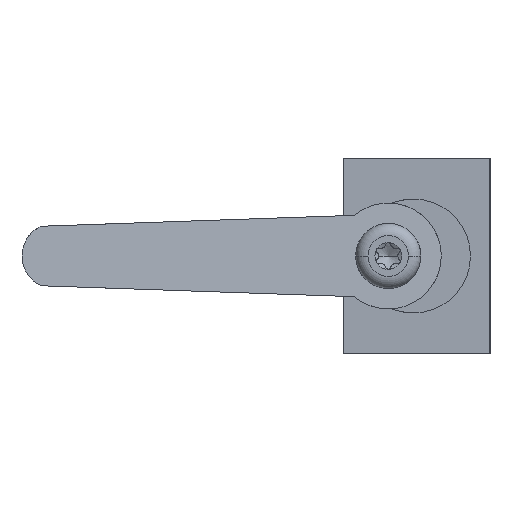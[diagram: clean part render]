
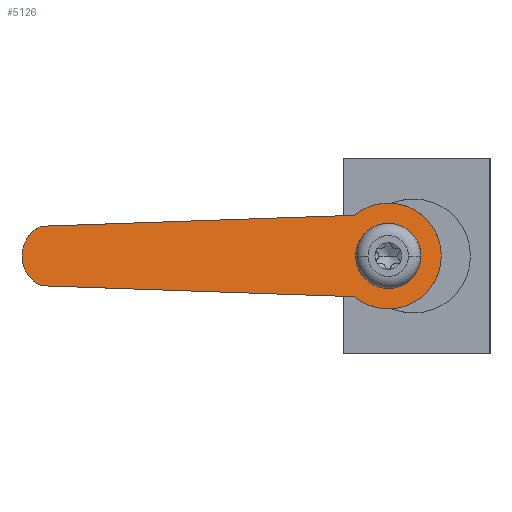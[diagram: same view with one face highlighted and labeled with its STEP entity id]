
A CAD part, left-side view. The second image highlights one B-rep face of the part: STEP entity #5126.
In plain terms, the highlighted planar face has unit normal (-0.966, -0.259, 0).
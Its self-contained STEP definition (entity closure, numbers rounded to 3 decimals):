
#925=CARTESIAN_POINT('',(-33.864,55.124,-15.657));
#926=CARTESIAN_POINT('',(-33.956,55.467,-15.504));
#927=CARTESIAN_POINT('',(-34.081,55.936,-15.2));
#928=CARTESIAN_POINT('',(-34.215,56.436,-14.742));
#929=CARTESIAN_POINT('',(-34.313,56.799,-14.285));
#930=CARTESIAN_POINT('',(-34.41,57.162,-13.676));
#931=CARTESIAN_POINT('',(-34.482,57.432,-12.914));
#932=CARTESIAN_POINT('',(-34.51,57.535,-12.));
#933=CARTESIAN_POINT('',(-34.482,57.432,-11.086));
#934=CARTESIAN_POINT('',(-34.41,57.162,-10.324));
#935=CARTESIAN_POINT('',(-34.313,56.799,-9.715));
#936=CARTESIAN_POINT('',(-34.215,56.436,-9.258));
#937=CARTESIAN_POINT('',(-34.081,55.936,-8.8));
#938=CARTESIAN_POINT('',(-33.956,55.467,-8.496));
#939=CARTESIAN_POINT('',(-33.864,55.124,-8.343));
#941=DIRECTION('',(0.259,-0.965,0.034));
#942=VECTOR('',#941,39.85);
#943=CARTESIAN_POINT('',(-33.864,55.124,-8.343));
#944=LINE('',#943,#942);
#945=CARTESIAN_POINT('',(-23.555,16.653,-7.));
#946=CARTESIAN_POINT('',(-23.438,16.214,-6.635));
#947=CARTESIAN_POINT('',(-23.236,15.462,-6.178));
#948=CARTESIAN_POINT('',(-22.969,14.465,-5.777));
#949=CARTESIAN_POINT('',(-22.726,13.557,-5.566));
#950=CARTESIAN_POINT('',(-22.423,12.427,-5.46));
#951=CARTESIAN_POINT('',(-22.077,11.134,-5.587));
#952=CARTESIAN_POINT('',(-21.701,9.732,-6.058));
#953=CARTESIAN_POINT('',(-21.362,8.468,-6.829));
#954=CARTESIAN_POINT('',(-21.113,7.538,-7.738));
#955=CARTESIAN_POINT('',(-20.94,6.891,-8.675));
#956=CARTESIAN_POINT('',(-20.826,6.468,-9.51));
#957=CARTESIAN_POINT('',(-20.737,6.133,-10.538));
#958=CARTESIAN_POINT('',(-20.701,6.,-11.417));
#959=CARTESIAN_POINT('',(-20.701,6.,-12.));
#961=CARTESIAN_POINT('',(-20.701,6.,-12.));
#962=CARTESIAN_POINT('',(-20.701,6.,-12.583));
#963=CARTESIAN_POINT('',(-20.737,6.133,-13.462));
#964=CARTESIAN_POINT('',(-20.826,6.468,-14.49));
#965=CARTESIAN_POINT('',(-20.94,6.891,-15.325));
#966=CARTESIAN_POINT('',(-21.113,7.538,-16.262));
#967=CARTESIAN_POINT('',(-21.362,8.468,-17.171));
#968=CARTESIAN_POINT('',(-21.701,9.732,-17.942));
#969=CARTESIAN_POINT('',(-22.077,11.134,-18.413));
#970=CARTESIAN_POINT('',(-22.423,12.427,-18.54));
#971=CARTESIAN_POINT('',(-22.726,13.557,-18.434));
#972=CARTESIAN_POINT('',(-22.969,14.465,-18.223));
#973=CARTESIAN_POINT('',(-23.236,15.462,-17.822));
#974=CARTESIAN_POINT('',(-23.438,16.214,-17.365));
#975=CARTESIAN_POINT('',(-23.555,16.653,-17.));
#977=CARTESIAN_POINT('',(-23.5,16.446,-12.652));
#978=CARTESIAN_POINT('',(-23.485,16.392,-12.98));
#979=CARTESIAN_POINT('',(-23.432,16.191,-13.701));
#980=CARTESIAN_POINT('',(-23.225,15.421,-14.874));
#981=CARTESIAN_POINT('',(-22.852,14.029,-15.84));
#982=CARTESIAN_POINT('',(-22.352,12.161,-16.135));
#983=CARTESIAN_POINT('',(-21.871,10.365,-15.539));
#984=CARTESIAN_POINT('',(-21.545,9.15,-14.359));
#985=CARTESIAN_POINT('',(-21.418,8.675,-13.292));
#986=CARTESIAN_POINT('',(-21.376,8.521,-12.515));
#987=CARTESIAN_POINT('',(-21.368,8.49,-12.));
#988=CARTESIAN_POINT('',(-21.376,8.521,-11.485));
#989=CARTESIAN_POINT('',(-21.418,8.675,-10.708));
#990=CARTESIAN_POINT('',(-21.545,9.15,-9.641));
#991=CARTESIAN_POINT('',(-21.871,10.365,-8.461));
#992=CARTESIAN_POINT('',(-22.352,12.161,-7.865));
#993=CARTESIAN_POINT('',(-22.852,14.029,-8.16));
#994=CARTESIAN_POINT('',(-23.225,15.421,-9.126));
#995=CARTESIAN_POINT('',(-23.432,16.191,-10.299));
#996=CARTESIAN_POINT('',(-23.485,16.392,-11.02));
#997=CARTESIAN_POINT('',(-23.5,16.446,-11.348));
#999=CARTESIAN_POINT('',(-23.5,16.446,-11.348));
#1000=CARTESIAN_POINT('',(-23.503,16.458,
-11.42));
#1001=CARTESIAN_POINT('',(-23.508,16.478,
-11.564));
#1002=CARTESIAN_POINT('',(-23.513,16.496,
-11.781));
#1003=CARTESIAN_POINT('',(-23.514,16.5,
-11.927));
#1004=CARTESIAN_POINT('',(-23.514,16.5,-12.));
#1006=CARTESIAN_POINT('',(-23.514,16.5,-12.));
#1007=CARTESIAN_POINT('',(-23.514,16.5,
-12.073));
#1008=CARTESIAN_POINT('',(-23.513,16.496,
-12.219));
#1009=CARTESIAN_POINT('',(-23.508,16.478,
-12.436));
#1010=CARTESIAN_POINT('',(-23.503,16.458,
-12.58));
#1011=CARTESIAN_POINT('',(-23.5,16.446,-12.652));
#1013=DIRECTION('',(0.259,-0.965,-0.034));
#1014=VECTOR('',#1013,39.85);
#1015=CARTESIAN_POINT('',(-33.864,55.124,
-15.657));
#1016=LINE('',#1015,#1014);
#3229=CARTESIAN_POINT('',(-33.864,55.124,
-15.657));
#3230=CARTESIAN_POINT('',(-23.555,16.653,-17.));
#3231=VERTEX_POINT('',#3229);
#3232=VERTEX_POINT('',#3230);
#3238=VERTEX_POINT('',#961);
#3239=VERTEX_POINT('',#945);
#3240=CARTESIAN_POINT('',(-33.864,55.124,
-8.343));
#3241=VERTEX_POINT('',#3240);
#3242=VERTEX_POINT('',#977);
#3243=VERTEX_POINT('',#997);
#3244=VERTEX_POINT('',#1006);
#5102=CARTESIAN_POINT('',(-27.601,31.751,
-12.));
#5103=DIRECTION('',(0.966,0.259,0.));
#5104=DIRECTION('',(-0.259,0.966,0.));
#5105=AXIS2_PLACEMENT_3D('',#5102,#5103,#5104);
#5106=PLANE('',#5105);
#5108=ORIENTED_EDGE('',*,*,#5107,.F.);
#5110=ORIENTED_EDGE('',*,*,#5109,.T.);
#5112=ORIENTED_EDGE('',*,*,#5111,.T.);
#5114=ORIENTED_EDGE('',*,*,#5113,.T.);
#5115=ORIENTED_EDGE('',*,*,#5088,.T.);
#5116=EDGE_LOOP('',(#5108,#5110,#5112,#5114,#5115));
#5117=FACE_OUTER_BOUND('',#5116,.F.);
#5119=ORIENTED_EDGE('',*,*,#5118,.T.);
#5121=ORIENTED_EDGE('',*,*,#5120,.T.);
#5123=ORIENTED_EDGE('',*,*,#5122,.T.);
#5124=EDGE_LOOP('',(#5119,#5121,#5123));
#5125=FACE_BOUND('',#5124,.F.);
#5126=ADVANCED_FACE('',(#5117,#5125),#5106,.F.);
#940=B_SPLINE_CURVE_WITH_KNOTS('',3,(#925,#926,#927,#928,#929,#930,#931,#932,
#933,#934,#935,#936,#937,#938,#939),.UNSPECIFIED.,.F.,.F.,(4,1,1,1,1,1,1,1,1,1,
1,1,4),(0.,0.063,0.125,0.188,0.25,0.375,0.5,0.625,0.75,
0.813,0.875,0.938,1.),.UNSPECIFIED.);
#960=B_SPLINE_CURVE_WITH_KNOTS('',3,(#945,#946,#947,#948,#949,#950,#951,#952,
#953,#954,#955,#956,#957,#958,#959),.UNSPECIFIED.,.F.,.F.,(4,1,1,1,1,1,1,1,1,1,
1,1,4),(0.,0.063,0.125,0.188,0.25,0.375,0.5,0.625,0.75,
0.813,0.875,0.938,1.),.UNSPECIFIED.);
#976=B_SPLINE_CURVE_WITH_KNOTS('',3,(#961,#962,#963,#964,#965,#966,#967,#968,
#969,#970,#971,#972,#973,#974,#975),.UNSPECIFIED.,.F.,.F.,(4,1,1,1,1,1,1,1,1,1,
1,1,4),(0.,0.063,0.125,0.188,0.25,0.375,0.5,0.625,0.75,
0.813,0.875,0.938,1.),.UNSPECIFIED.);
#998=B_SPLINE_CURVE_WITH_KNOTS('',3,(#977,#978,#979,#980,#981,#982,#983,#984,
#985,#986,#987,#988,#989,#990,#991,#992,#993,#994,#995,#996,#997),.UNSPECIFIED.,
.F.,.F.,(4,1,1,1,1,1,1,1,1,1,1,1,1,1,1,1,1,1,4),(0.,0.063,0.125,0.188,
0.25,0.313,0.375,0.438,0.469,0.5,0.531,0.563,0.625,
0.688,0.75,0.813,0.875,0.938,1.),.UNSPECIFIED.);
#1005=B_SPLINE_CURVE_WITH_KNOTS('',3,(#999,#1000,#1001,#1002,#1003,#1004),
.UNSPECIFIED.,.F.,.F.,(4,1,1,4),(0.,0.333,0.667,1.),
.UNSPECIFIED.);
#1012=B_SPLINE_CURVE_WITH_KNOTS('',3,(#1006,#1007,#1008,#1009,#1010,#1011),
.UNSPECIFIED.,.F.,.F.,(4,1,1,4),(0.,0.333,0.667,1.),
.UNSPECIFIED.);
#5088=EDGE_CURVE('',#3238,#3232,#976,.T.);
#5107=EDGE_CURVE('',#3231,#3232,#1016,.T.);
#5109=EDGE_CURVE('',#3231,#3241,#940,.T.);
#5111=EDGE_CURVE('',#3241,#3239,#944,.T.);
#5113=EDGE_CURVE('',#3239,#3238,#960,.T.);
#5118=EDGE_CURVE('',#3242,#3243,#998,.T.);
#5120=EDGE_CURVE('',#3243,#3244,#1005,.T.);
#5122=EDGE_CURVE('',#3244,#3242,#1012,.T.);
